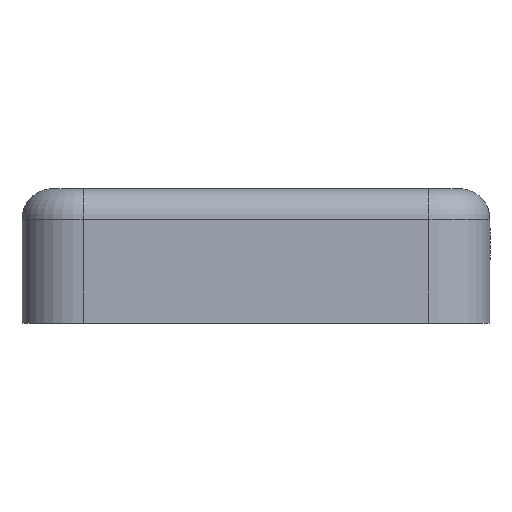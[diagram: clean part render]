
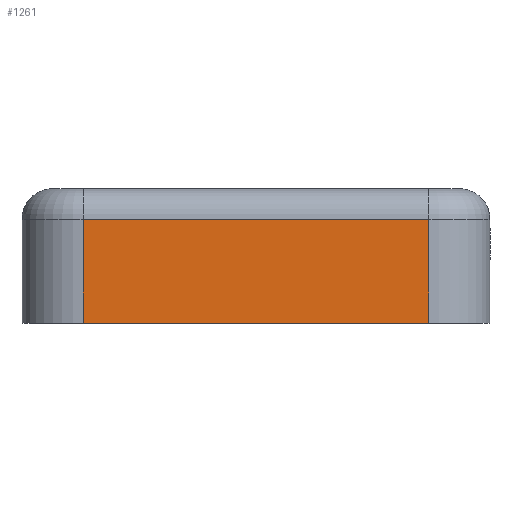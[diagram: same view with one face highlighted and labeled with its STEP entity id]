
A CAD part, left-side view. The second image highlights one B-rep face of the part: STEP entity #1261.
In plain terms, the highlighted face is planar.
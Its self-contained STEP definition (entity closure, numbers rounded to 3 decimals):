
#134=LINE('',#2137,#222);
#141=LINE('',#2176,#229);
#142=LINE('',#2178,#230);
#143=LINE('',#2179,#231);
#222=VECTOR('',#1713,1000.);
#229=VECTOR('',#1768,1000.);
#230=VECTOR('',#1769,1000.);
#231=VECTOR('',#1770,1000.);
#440=ORIENTED_EDGE('',*,*,#751,.T.);
#441=ORIENTED_EDGE('',*,*,#730,.F.);
#442=ORIENTED_EDGE('',*,*,#752,.F.);
#443=ORIENTED_EDGE('',*,*,#753,.T.);
#730=EDGE_CURVE('',#861,#884,#134,.T.);
#751=EDGE_CURVE('',#894,#884,#141,.T.);
#752=EDGE_CURVE('',#893,#861,#142,.T.);
#753=EDGE_CURVE('',#893,#894,#143,.T.);
#861=VERTEX_POINT('',#2068);
#884=VERTEX_POINT('',#2134);
#893=VERTEX_POINT('',#2172);
#894=VERTEX_POINT('',#2177);
#1051=EDGE_LOOP('',(#440,#441,#442,#443));
#1151=FACE_BOUND('',#1051,.T.);
#1211=PLANE('',#1421);
#1261=ADVANCED_FACE('',(#1151),#1211,.T.);
#1421=AXIS2_PLACEMENT_3D('',#2175,#1766,#1767);
#1713=DIRECTION('',(0.,-1.,0.));
#1766=DIRECTION('',(0.,0.,-1.));
#1767=DIRECTION('',(-1.,0.,0.));
#1768=DIRECTION('',(-1.,0.,0.));
#1769=DIRECTION('',(-1.,0.,0.));
#1770=DIRECTION('',(0.,-1.,0.));
#2068=CARTESIAN_POINT('',(-5.65,-1.,-21.15));
#2134=CARTESIAN_POINT('',(-5.65,-4.4,-21.15));
#2137=CARTESIAN_POINT('',(-5.65,0.,-21.15));
#2172=CARTESIAN_POINT('',(5.65,-1.,-21.15));
#2175=CARTESIAN_POINT('',(5.65,0.,-21.15));
#2176=CARTESIAN_POINT('',(5.65,-4.4,-21.15));
#2177=CARTESIAN_POINT('',(5.65,-4.4,-21.15));
#2178=CARTESIAN_POINT('',(5.65,-1.,-21.15));
#2179=CARTESIAN_POINT('',(5.65,0.,-21.15));
